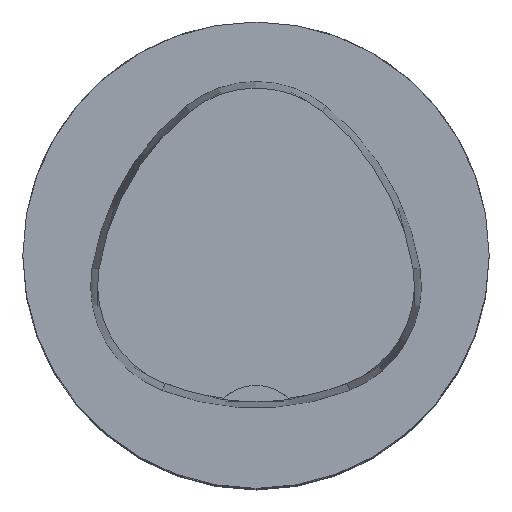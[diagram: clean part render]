
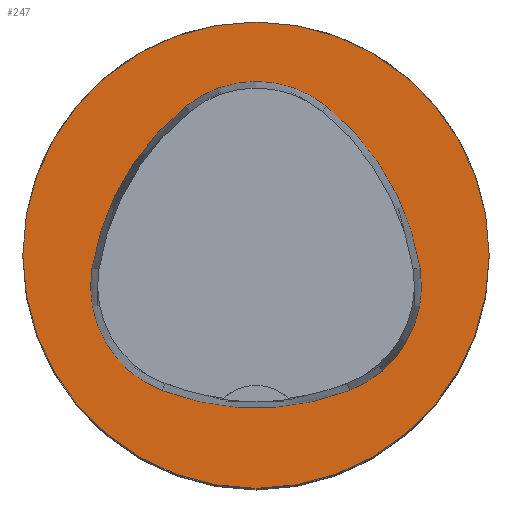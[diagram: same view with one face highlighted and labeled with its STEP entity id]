
A CAD part, top view. The second image highlights one B-rep face of the part: STEP entity #247.
In plain terms, the highlighted planar face has unit normal (0, 0, 1).
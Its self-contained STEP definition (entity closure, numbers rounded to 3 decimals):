
#210=PLANE('',#694);
#247=ADVANCED_FACE('',(#301,#302),#210,.T.);
#301=FACE_BOUND('',#345,.T.);
#302=FACE_BOUND('',#346,.T.);
#345=EDGE_LOOP('',(#444,#445,#446,#447,#448,#449));
#346=EDGE_LOOP('',(#450));
#444=ORIENTED_EDGE('',*,*,#589,.T.);
#445=ORIENTED_EDGE('',*,*,#569,.T.);
#446=ORIENTED_EDGE('',*,*,#573,.T.);
#447=ORIENTED_EDGE('',*,*,#576,.T.);
#448=ORIENTED_EDGE('',*,*,#579,.T.);
#449=ORIENTED_EDGE('',*,*,#587,.T.);
#450=ORIENTED_EDGE('',*,*,#560,.F.);
#512=VERTEX_POINT('',#975);
#521=VERTEX_POINT('',#994);
#522=VERTEX_POINT('',#995);
#525=VERTEX_POINT('',#1003);
#527=VERTEX_POINT('',#1009);
#529=VERTEX_POINT('',#1015);
#536=VERTEX_POINT('',#1036);
#560=EDGE_CURVE('',#512,#512,#615,.T.);
#569=EDGE_CURVE('',#521,#522,#616,.T.);
#573=EDGE_CURVE('',#522,#525,#618,.T.);
#576=EDGE_CURVE('',#525,#527,#620,.T.);
#579=EDGE_CURVE('',#527,#529,#622,.T.);
#587=EDGE_CURVE('',#529,#536,#626,.T.);
#589=EDGE_CURVE('',#536,#521,#628,.T.);
#615=CIRCLE('',#666,25.);
#616=CIRCLE('',#672,28.);
#618=CIRCLE('',#675,12.);
#620=CIRCLE('',#678,28.);
#622=CIRCLE('',#681,12.);
#626=CIRCLE('',#686,28.);
#628=CIRCLE('',#689,12.);
#666=AXIS2_PLACEMENT_3D('',#974,#782,#783);
#672=AXIS2_PLACEMENT_3D('',#993,#798,#799);
#675=AXIS2_PLACEMENT_3D('',#1002,#806,#807);
#678=AXIS2_PLACEMENT_3D('',#1008,#813,#814);
#681=AXIS2_PLACEMENT_3D('',#1014,#820,#821);
#686=AXIS2_PLACEMENT_3D('',#1037,#832,#833);
#689=AXIS2_PLACEMENT_3D('',#1040,#838,#839);
#694=AXIS2_PLACEMENT_3D('',#1045,#848,#849);
#782=DIRECTION('',(0.,0.,-1.));
#783=DIRECTION('',(-1.,0.,0.));
#798=DIRECTION('',(0.,0.,-1.));
#799=DIRECTION('',(-1.,0.,0.));
#806=DIRECTION('',(0.,0.,-1.));
#807=DIRECTION('',(-1.,0.,0.));
#813=DIRECTION('',(0.,0.,-1.));
#814=DIRECTION('',(-1.,0.,0.));
#820=DIRECTION('',(0.,0.,-1.));
#821=DIRECTION('',(-1.,0.,0.));
#832=DIRECTION('',(0.,0.,-1.));
#833=DIRECTION('',(-1.,0.,0.));
#838=DIRECTION('',(0.,0.,-1.));
#839=DIRECTION('',(-1.,0.,0.));
#848=DIRECTION('',(0.,0.,1.));
#849=DIRECTION('',(1.,0.,0.));
#974=CARTESIAN_POINT('',(0.,0.,0.));
#975=CARTESIAN_POINT('',(-25.,0.,0.));
#993=CARTESIAN_POINT('',(10.068,-5.824,0.));
#994=CARTESIAN_POINT('',(-17.584,-1.424,0.));
#995=CARTESIAN_POINT('',(-7.531,15.953,0.));
#1002=CARTESIAN_POINT('',(0.011,6.62,0.));
#1003=CARTESIAN_POINT('',(7.567,15.942,0.));
#1008=CARTESIAN_POINT('',(-10.063,-5.81,0.));
#1009=CARTESIAN_POINT('',(17.59,-1.418,0.));
#1014=CARTESIAN_POINT('',(5.739,-3.3,0.));
#1015=CARTESIAN_POINT('',(10.05,-14.499,0.));
#1036=CARTESIAN_POINT('',(-10.025,-14.516,0.));
#1037=CARTESIAN_POINT('',(-0.01,11.631,0.));
#1040=CARTESIAN_POINT('',(-5.733,-3.31,0.));
#1045=CARTESIAN_POINT('',(0.,0.,0.));
